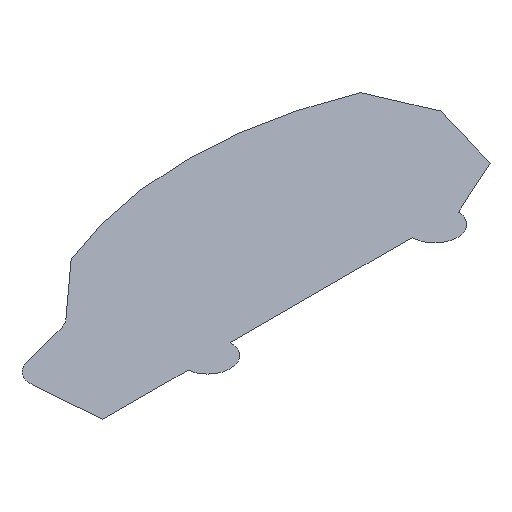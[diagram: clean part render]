
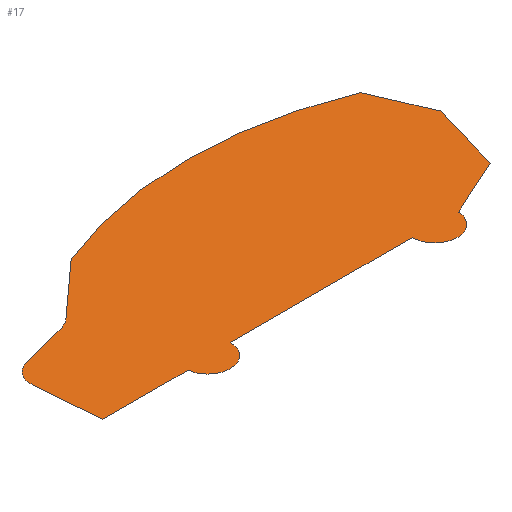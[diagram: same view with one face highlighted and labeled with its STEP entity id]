
A CAD part, isometric view. The second image highlights one B-rep face of the part: STEP entity #17.
In plain terms, the highlighted planar face has unit normal (0, 0, -1).
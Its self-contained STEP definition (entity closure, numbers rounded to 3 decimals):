
#17 = ADVANCED_FACE('',(#18),#33,.F.);
#18 = FACE_BOUND('',#19,.T.);
#19 = EDGE_LOOP('',(#20,#44,#60,#76,#92,#109,#125,#142,#158,#174,#191,
    #207,#224));
#20 = ORIENTED_EDGE('',*,*,#21,.F.);
#21 = EDGE_CURVE('',#22,#24,#26,.T.);
#22 = VERTEX_POINT('',#23);
#23 = CARTESIAN_POINT('',(152.193,67.13,0.));
#24 = VERTEX_POINT('',#25);
#25 = CARTESIAN_POINT('',(-82.315,67.13,0.));
#26 = SURFACE_CURVE('',#27,(#32),.PCURVE_S1.);
#27 = CIRCLE('',#28,306.493);
#28 = AXIS2_PLACEMENT_3D('',#29,#30,#31);
#29 = CARTESIAN_POINT('',(34.939,-216.048,0.));
#30 = DIRECTION('',(0.,0.,1.));
#31 = DIRECTION('',(0.383,0.924,-0.));
#32 = PCURVE('',#33,#38);
#33 = PLANE('',#34);
#34 = AXIS2_PLACEMENT_3D('',#35,#36,#37);
#35 = CARTESIAN_POINT('',(89.738,-55.453,0.));
#36 = DIRECTION('',(0.,0.,1.));
#37 = DIRECTION('',(1.,0.,-0.));
#38 = DEFINITIONAL_REPRESENTATION('',(#39),#43);
#39 = CIRCLE('',#40,306.493);
#40 = AXIS2_PLACEMENT_2D('',#41,#42);
#41 = CARTESIAN_POINT('',(-54.799,-160.595));
#42 = DIRECTION('',(0.383,0.924));
#43 = ( GEOMETRIC_REPRESENTATION_CONTEXT(2) 
PARAMETRIC_REPRESENTATION_CONTEXT() REPRESENTATION_CONTEXT('2D SPACE',''
  ) );
#44 = ORIENTED_EDGE('',*,*,#45,.F.);
#45 = EDGE_CURVE('',#46,#22,#48,.T.);
#46 = VERTEX_POINT('',#47);
#47 = CARTESIAN_POINT('',(171.764,21.392,0.));
#48 = SURFACE_CURVE('',#49,(#53),.PCURVE_S1.);
#49 = LINE('',#50,#51);
#50 = CARTESIAN_POINT('',(161.978,44.261,0.));
#51 = VECTOR('',#52,1.);
#52 = DIRECTION('',(-0.393,0.919,0.));
#53 = PCURVE('',#33,#54);
#54 = DEFINITIONAL_REPRESENTATION('',(#55),#59);
#55 = LINE('',#56,#57);
#56 = CARTESIAN_POINT('',(72.24,99.714));
#57 = VECTOR('',#58,1.);
#58 = DIRECTION('',(-0.393,0.919));
#59 = ( GEOMETRIC_REPRESENTATION_CONTEXT(2) 
PARAMETRIC_REPRESENTATION_CONTEXT() REPRESENTATION_CONTEXT('2D SPACE',''
  ) );
#60 = ORIENTED_EDGE('',*,*,#61,.F.);
#61 = EDGE_CURVE('',#62,#46,#64,.T.);
#62 = VERTEX_POINT('',#63);
#63 = CARTESIAN_POINT('',(155.047,-34.853,0.));
#64 = SURFACE_CURVE('',#65,(#69),.PCURVE_S1.);
#65 = LINE('',#66,#67);
#66 = CARTESIAN_POINT('',(163.406,-6.73,0.));
#67 = VECTOR('',#68,1.);
#68 = DIRECTION('',(0.285,0.959,0.));
#69 = PCURVE('',#33,#70);
#70 = DEFINITIONAL_REPRESENTATION('',(#71),#75);
#71 = LINE('',#72,#73);
#72 = CARTESIAN_POINT('',(73.667,48.723));
#73 = VECTOR('',#74,1.);
#74 = DIRECTION('',(0.285,0.959));
#75 = ( GEOMETRIC_REPRESENTATION_CONTEXT(2) 
PARAMETRIC_REPRESENTATION_CONTEXT() REPRESENTATION_CONTEXT('2D SPACE',''
  ) );
#76 = ORIENTED_EDGE('',*,*,#77,.F.);
#77 = EDGE_CURVE('',#78,#62,#80,.T.);
#78 = VERTEX_POINT('',#79);
#79 = CARTESIAN_POINT('',(108.02,-56.348,0.));
#80 = SURFACE_CURVE('',#81,(#85),.PCURVE_S1.);
#81 = LINE('',#82,#83);
#82 = CARTESIAN_POINT('',(131.534,-45.6,0.));
#83 = VECTOR('',#84,1.);
#84 = DIRECTION('',(0.909,0.416,0.));
#85 = PCURVE('',#33,#86);
#86 = DEFINITIONAL_REPRESENTATION('',(#87),#91);
#87 = LINE('',#88,#89);
#88 = CARTESIAN_POINT('',(41.795,9.853));
#89 = VECTOR('',#90,1.);
#90 = DIRECTION('',(0.909,0.416));
#91 = ( GEOMETRIC_REPRESENTATION_CONTEXT(2) 
PARAMETRIC_REPRESENTATION_CONTEXT() REPRESENTATION_CONTEXT('2D SPACE',''
  ) );
#92 = ORIENTED_EDGE('',*,*,#93,.F.);
#93 = EDGE_CURVE('',#94,#78,#96,.T.);
#94 = VERTEX_POINT('',#95);
#95 = CARTESIAN_POINT('',(71.435,-55.453,0.));
#96 = SURFACE_CURVE('',#97,(#102),.PCURVE_S1.);
#97 = CIRCLE('',#98,18.303);
#98 = AXIS2_PLACEMENT_3D('',#99,#100,#101);
#99 = CARTESIAN_POINT('',(89.738,-55.453,0.));
#100 = DIRECTION('',(0.,0.,1.));
#101 = DIRECTION('',(-1.,0.,0.));
#102 = PCURVE('',#33,#103);
#103 = DEFINITIONAL_REPRESENTATION('',(#104),#108);
#104 = CIRCLE('',#105,18.303);
#105 = AXIS2_PLACEMENT_2D('',#106,#107);
#106 = CARTESIAN_POINT('',(0.,0.));
#107 = DIRECTION('',(-1.,0.));
#108 = ( GEOMETRIC_REPRESENTATION_CONTEXT(2) 
PARAMETRIC_REPRESENTATION_CONTEXT() REPRESENTATION_CONTEXT('2D SPACE',''
  ) );
#109 = ORIENTED_EDGE('',*,*,#110,.F.);
#110 = EDGE_CURVE('',#111,#94,#113,.T.);
#111 = VERTEX_POINT('',#112);
#112 = CARTESIAN_POINT('',(-75.908,-55.453,0.));
#113 = SURFACE_CURVE('',#114,(#118),.PCURVE_S1.);
#114 = LINE('',#115,#116);
#115 = CARTESIAN_POINT('',(47.094,-55.453,0.));
#116 = VECTOR('',#117,1.);
#117 = DIRECTION('',(1.,0.,0.));
#118 = PCURVE('',#33,#119);
#119 = DEFINITIONAL_REPRESENTATION('',(#120),#124);
#120 = LINE('',#121,#122);
#121 = CARTESIAN_POINT('',(-42.645,0.));
#122 = VECTOR('',#123,1.);
#123 = DIRECTION('',(1.,0.));
#124 = ( GEOMETRIC_REPRESENTATION_CONTEXT(2) 
PARAMETRIC_REPRESENTATION_CONTEXT() REPRESENTATION_CONTEXT('2D SPACE',''
  ) );
#125 = ORIENTED_EDGE('',*,*,#126,.F.);
#126 = EDGE_CURVE('',#127,#111,#129,.T.);
#127 = VERTEX_POINT('',#128);
#128 = CARTESIAN_POINT('',(-112.444,-57.721,0.));
#129 = SURFACE_CURVE('',#130,(#135),.PCURVE_S1.);
#130 = CIRCLE('',#131,18.338);
#131 = AXIS2_PLACEMENT_3D('',#132,#133,#134);
#132 = CARTESIAN_POINT('',(-94.246,-55.453,0.));
#133 = DIRECTION('',(0.,0.,1.));
#134 = DIRECTION('',(-0.992,-0.124,0.));
#135 = PCURVE('',#33,#136);
#136 = DEFINITIONAL_REPRESENTATION('',(#137),#141);
#137 = CIRCLE('',#138,18.338);
#138 = AXIS2_PLACEMENT_2D('',#139,#140);
#139 = CARTESIAN_POINT('',(-183.985,0.));
#140 = DIRECTION('',(-0.992,-0.124));
#141 = ( GEOMETRIC_REPRESENTATION_CONTEXT(2) 
PARAMETRIC_REPRESENTATION_CONTEXT() REPRESENTATION_CONTEXT('2D SPACE',''
  ) );
#142 = ORIENTED_EDGE('',*,*,#143,.F.);
#143 = EDGE_CURVE('',#144,#127,#146,.T.);
#144 = VERTEX_POINT('',#145);
#145 = CARTESIAN_POINT('',(-181.573,-57.721,0.));
#146 = SURFACE_CURVE('',#147,(#151),.PCURVE_S1.);
#147 = LINE('',#148,#149);
#148 = CARTESIAN_POINT('',(-147.008,-57.721,0.));
#149 = VECTOR('',#150,1.);
#150 = DIRECTION('',(1.,0.,0.));
#151 = PCURVE('',#33,#152);
#152 = DEFINITIONAL_REPRESENTATION('',(#153),#157);
#153 = LINE('',#154,#155);
#154 = CARTESIAN_POINT('',(-236.747,-2.268));
#155 = VECTOR('',#156,1.);
#156 = DIRECTION('',(1.,0.));
#157 = ( GEOMETRIC_REPRESENTATION_CONTEXT(2) 
PARAMETRIC_REPRESENTATION_CONTEXT() REPRESENTATION_CONTEXT('2D SPACE',''
  ) );
#158 = ORIENTED_EDGE('',*,*,#159,.F.);
#159 = EDGE_CURVE('',#160,#144,#162,.T.);
#160 = VERTEX_POINT('',#161);
#161 = CARTESIAN_POINT('',(-185.745,-4.773,0.));
#162 = SURFACE_CURVE('',#163,(#167),.PCURVE_S1.);
#163 = LINE('',#164,#165);
#164 = CARTESIAN_POINT('',(-184.203,-24.345,0.));
#165 = VECTOR('',#166,1.);
#166 = DIRECTION('',(0.079,-0.997,0.));
#167 = PCURVE('',#33,#168);
#168 = DEFINITIONAL_REPRESENTATION('',(#169),#173);
#169 = LINE('',#170,#171);
#170 = CARTESIAN_POINT('',(-273.941,31.108));
#171 = VECTOR('',#172,1.);
#172 = DIRECTION('',(0.079,-0.997));
#173 = ( GEOMETRIC_REPRESENTATION_CONTEXT(2) 
PARAMETRIC_REPRESENTATION_CONTEXT() REPRESENTATION_CONTEXT('2D SPACE',''
  ) );
#174 = ORIENTED_EDGE('',*,*,#175,.F.);
#175 = EDGE_CURVE('',#176,#160,#178,.T.);
#176 = VERTEX_POINT('',#177);
#177 = CARTESIAN_POINT('',(-173.463,12.635,0.));
#178 = SURFACE_CURVE('',#179,(#184),.PCURVE_S1.);
#179 = CIRCLE('',#180,16.673);
#180 = AXIS2_PLACEMENT_3D('',#181,#182,#183);
#181 = CARTESIAN_POINT('',(-169.123,-3.464,0.));
#182 = DIRECTION('',(0.,0.,1.));
#183 = DIRECTION('',(-0.26,0.966,0.));
#184 = PCURVE('',#33,#185);
#185 = DEFINITIONAL_REPRESENTATION('',(#186),#190);
#186 = CIRCLE('',#187,16.673);
#187 = AXIS2_PLACEMENT_2D('',#188,#189);
#188 = CARTESIAN_POINT('',(-258.862,51.989));
#189 = DIRECTION('',(-0.26,0.966));
#190 = ( GEOMETRIC_REPRESENTATION_CONTEXT(2) 
PARAMETRIC_REPRESENTATION_CONTEXT() REPRESENTATION_CONTEXT('2D SPACE',''
  ) );
#191 = ORIENTED_EDGE('',*,*,#192,.F.);
#192 = EDGE_CURVE('',#193,#176,#195,.T.);
#193 = VERTEX_POINT('',#194);
#194 = CARTESIAN_POINT('',(-133.383,23.44,0.));
#195 = SURFACE_CURVE('',#196,(#200),.PCURVE_S1.);
#196 = LINE('',#197,#198);
#197 = CARTESIAN_POINT('',(-158.175,16.757,0.));
#198 = VECTOR('',#199,1.);
#199 = DIRECTION('',(-0.966,-0.26,0.));
#200 = PCURVE('',#33,#201);
#201 = DEFINITIONAL_REPRESENTATION('',(#202),#206);
#202 = LINE('',#203,#204);
#203 = CARTESIAN_POINT('',(-247.913,72.21));
#204 = VECTOR('',#205,1.);
#205 = DIRECTION('',(-0.966,-0.26));
#206 = ( GEOMETRIC_REPRESENTATION_CONTEXT(2) 
PARAMETRIC_REPRESENTATION_CONTEXT() REPRESENTATION_CONTEXT('2D SPACE',''
  ) );
#207 = ORIENTED_EDGE('',*,*,#208,.T.);
#208 = EDGE_CURVE('',#193,#209,#211,.T.);
#209 = VERTEX_POINT('',#210);
#210 = CARTESIAN_POINT('',(-126.545,27.167,0.));
#211 = SURFACE_CURVE('',#212,(#217),.PCURVE_S1.);
#212 = CIRCLE('',#213,16.673);
#213 = AXIS2_PLACEMENT_3D('',#214,#215,#216);
#214 = CARTESIAN_POINT('',(-137.723,39.539,0.));
#215 = DIRECTION('',(0.,0.,1.));
#216 = DIRECTION('',(0.26,-0.966,0.));
#217 = PCURVE('',#33,#218);
#218 = DEFINITIONAL_REPRESENTATION('',(#219),#223);
#219 = CIRCLE('',#220,16.673);
#220 = AXIS2_PLACEMENT_2D('',#221,#222);
#221 = CARTESIAN_POINT('',(-227.461,94.992));
#222 = DIRECTION('',(0.26,-0.966));
#223 = ( GEOMETRIC_REPRESENTATION_CONTEXT(2) 
PARAMETRIC_REPRESENTATION_CONTEXT() REPRESENTATION_CONTEXT('2D SPACE',''
  ) );
#224 = ORIENTED_EDGE('',*,*,#225,.F.);
#225 = EDGE_CURVE('',#24,#209,#226,.T.);
#226 = SURFACE_CURVE('',#227,(#231),.PCURVE_S1.);
#227 = LINE('',#228,#229);
#228 = CARTESIAN_POINT('',(-105.915,45.806,0.));
#229 = VECTOR('',#230,1.);
#230 = DIRECTION('',(-0.742,-0.67,0.));
#231 = PCURVE('',#33,#232);
#232 = DEFINITIONAL_REPRESENTATION('',(#233),#237);
#233 = LINE('',#234,#235);
#234 = CARTESIAN_POINT('',(-195.654,101.259));
#235 = VECTOR('',#236,1.);
#236 = DIRECTION('',(-0.742,-0.67));
#237 = ( GEOMETRIC_REPRESENTATION_CONTEXT(2) 
PARAMETRIC_REPRESENTATION_CONTEXT() REPRESENTATION_CONTEXT('2D SPACE',''
  ) );
